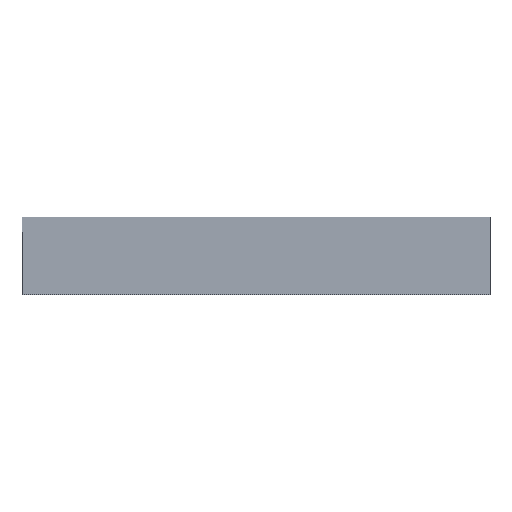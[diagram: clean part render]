
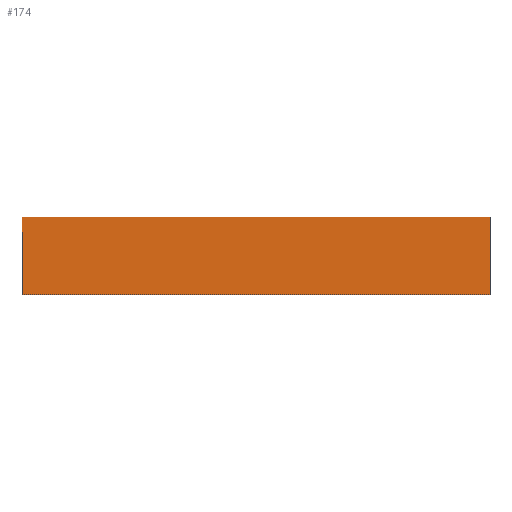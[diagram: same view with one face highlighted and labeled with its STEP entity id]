
A CAD part, top view. The second image highlights one B-rep face of the part: STEP entity #174.
In plain terms, the highlighted free-form (B-spline) face has degree [3, 3] with [4, 4] control points.
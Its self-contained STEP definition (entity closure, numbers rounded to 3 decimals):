
#120=CARTESIAN_POINT('Control Point',(16000.,2000.,0.)) ;
#121=CARTESIAN_POINT('Control Point',(16000.,666.667,0.)) ;
#122=CARTESIAN_POINT('Control Point',(16000.,-666.667,0.)) ;
#123=CARTESIAN_POINT('Control Point',(16000.,-2000.,0.)) ;
#124=CARTESIAN_POINT('Control Point',(8000.,2000.,0.)) ;
#125=CARTESIAN_POINT('Control Point',(8000.,666.667,0.)) ;
#126=CARTESIAN_POINT('Control Point',(8000.,-666.667,0.)) ;
#127=CARTESIAN_POINT('Control Point',(8000.,-2000.,0.)) ;
#128=CARTESIAN_POINT('Control Point',(0.,2000.,0.)) ;
#129=CARTESIAN_POINT('Control Point',(0.,666.667,0.)) ;
#130=CARTESIAN_POINT('Control Point',(0.,-666.667,0.)) ;
#131=CARTESIAN_POINT('Control Point',(0.,-2000.,0.)) ;
#132=CARTESIAN_POINT('Control Point',(-8000.,2000.,0.)) ;
#133=CARTESIAN_POINT('Control Point',(-8000.,666.667,0.)) ;
#134=CARTESIAN_POINT('Control Point',(-8000.,-666.667,0.)) ;
#135=CARTESIAN_POINT('Control Point',(-8000.,-2000.,0.)) ;
#137=CARTESIAN_POINT('Control Point',(16000.,2000.,0.)) ;
#138=CARTESIAN_POINT('Control Point',(8000.,2000.,0.)) ;
#139=CARTESIAN_POINT('Control Point',(0.,2000.,0.)) ;
#140=CARTESIAN_POINT('Control Point',(-8000.,2000.,0.)) ;
#141=CARTESIAN_POINT('Vertex',(16000.,2000.,0.)) ;
#143=CARTESIAN_POINT('Vertex',(-8000.,2000.,0.)) ;
#147=CARTESIAN_POINT('Control Point',(-8000.,2000.,0.)) ;
#148=CARTESIAN_POINT('Control Point',(-8000.,666.667,0.)) ;
#149=CARTESIAN_POINT('Control Point',(-8000.,-666.667,0.)) ;
#150=CARTESIAN_POINT('Control Point',(-8000.,-2000.,0.)) ;
#151=CARTESIAN_POINT('Vertex',(-8000.,-2000.,0.)) ;
#155=CARTESIAN_POINT('Control Point',(16000.,-2000.,0.)) ;
#156=CARTESIAN_POINT('Control Point',(8000.,-2000.,0.)) ;
#157=CARTESIAN_POINT('Control Point',(0.,-2000.,0.)) ;
#158=CARTESIAN_POINT('Control Point',(-8000.,-2000.,0.)) ;
#159=CARTESIAN_POINT('Vertex',(16000.,-2000.,0.)) ;
#163=CARTESIAN_POINT('Control Point',(16000.,2000.,0.)) ;
#164=CARTESIAN_POINT('Control Point',(16000.,666.667,0.)) ;
#165=CARTESIAN_POINT('Control Point',(16000.,-666.667,0.)) ;
#166=CARTESIAN_POINT('Control Point',(16000.,-2000.,0.)) ;
#169=ORIENTED_EDGE('',*,*,#145,.T.) ;
#170=ORIENTED_EDGE('',*,*,#153,.T.) ;
#171=ORIENTED_EDGE('',*,*,#161,.T.) ;
#172=ORIENTED_EDGE('',*,*,#167,.T.) ;
#174=ADVANCED_FACE('Fl\X2\00E4\X0\che.2',(#173),#119,.T.) ;
#136=B_SPLINE_CURVE_WITH_KNOTS('',3,(#137,#138,#139,#140),.UNSPECIFIED.,.F.,.U.,(4,4),(0.,24000.),.UNSPECIFIED.) ;
#146=B_SPLINE_CURVE_WITH_KNOTS('',3,(#147,#148,#149,#150),.UNSPECIFIED.,.F.,.U.,(4,4),(0.,4000.),.UNSPECIFIED.) ;
#154=B_SPLINE_CURVE_WITH_KNOTS('',3,(#155,#156,#157,#158),.UNSPECIFIED.,.F.,.U.,(4,4),(0.,24000.),.UNSPECIFIED.) ;
#162=B_SPLINE_CURVE_WITH_KNOTS('',3,(#163,#164,#165,#166),.UNSPECIFIED.,.F.,.U.,(4,4),(0.,4000.),.UNSPECIFIED.) ;
#119=B_SPLINE_SURFACE_WITH_KNOTS('',3,3,((#120,#121,#122,#123),(#124,#125,#126,#127),(#128,#129,#130,#131),(#132,#133,#134,#135)),.UNSPECIFIED.,.F.,.F.,.U.,(4,4),(4,4),(0.,24000.),(0.,4000.),.UNSPECIFIED.) ;
#145=EDGE_CURVE('',#142,#144,#136,.T.) ;
#153=EDGE_CURVE('',#144,#152,#146,.T.) ;
#161=EDGE_CURVE('',#152,#160,#154,.F.) ;
#167=EDGE_CURVE('',#160,#142,#162,.F.) ;
#168=EDGE_LOOP('',(#169,#170,#171,#172)) ;
#173=FACE_OUTER_BOUND('',#168,.T.) ;
#142=VERTEX_POINT('',#141) ;
#144=VERTEX_POINT('',#143) ;
#152=VERTEX_POINT('',#151) ;
#160=VERTEX_POINT('',#159) ;
